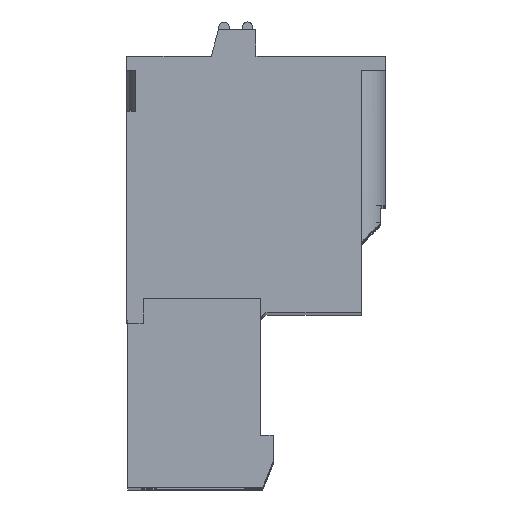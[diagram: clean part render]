
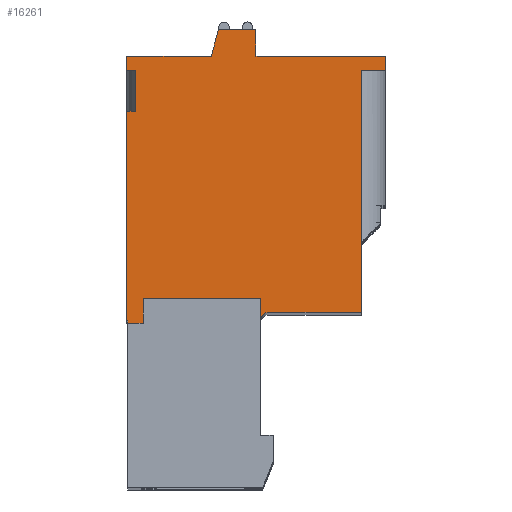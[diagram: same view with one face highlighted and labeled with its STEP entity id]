
A CAD part, top view. The second image highlights one B-rep face of the part: STEP entity #16261.
In plain terms, the highlighted planar face has unit normal (0, 0, 1).
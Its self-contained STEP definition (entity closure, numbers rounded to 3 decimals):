
#758=DIRECTION('',(0.,1.,0.));
#759=VECTOR('',#758,1.3);
#760=CARTESIAN_POINT('',(3.741,-4.022,2.5));
#761=LINE('',#760,#759);
#762=DIRECTION('',(-1.,0.,0.));
#763=VECTOR('',#762,6.8);
#764=CARTESIAN_POINT('',(3.741,-2.722,2.5));
#765=LINE('',#764,#763);
#766=DIRECTION('',(0.,-1.,0.));
#767=VECTOR('',#766,1.45);
#768=CARTESIAN_POINT('',(-3.059,-2.722,2.5));
#769=LINE('',#768,#767);
#770=DIRECTION('',(-1.,0.,0.));
#771=VECTOR('',#770,0.9);
#772=CARTESIAN_POINT('',(-3.059,-4.172,2.5));
#773=LINE('',#772,#771);
#774=DIRECTION('',(0.,-1.,0.));
#775=VECTOR('',#774,0.15);
#776=CARTESIAN_POINT('',(-3.959,-4.022,2.5));
#777=LINE('',#776,#775);
#778=DIRECTION('',(1.,0.,0.));
#779=VECTOR('',#778,0.05);
#780=CARTESIAN_POINT('',(-4.009,-4.022,2.5));
#781=LINE('',#780,#779);
#782=DIRECTION('',(0.,-1.,0.));
#783=VECTOR('',#782,12.15);
#784=CARTESIAN_POINT('',(-4.009,8.128,2.5));
#785=LINE('',#784,#783);
#786=DIRECTION('',(1.,0.,0.));
#787=VECTOR('',#786,0.5);
#788=CARTESIAN_POINT('',(-4.009,8.128,2.5));
#789=LINE('',#788,#787);
#790=DIRECTION('',(0.,-1.,0.));
#791=VECTOR('',#790,2.4);
#792=CARTESIAN_POINT('',(-3.509,10.528,2.5));
#793=LINE('',#792,#791);
#794=DIRECTION('',(1.,0.,0.));
#795=VECTOR('',#794,0.5);
#796=CARTESIAN_POINT('',(-4.009,10.528,2.5));
#797=LINE('',#796,#795);
#798=DIRECTION('',(0.,-1.,0.));
#799=VECTOR('',#798,0.8);
#800=CARTESIAN_POINT('',(-4.009,11.328,2.5));
#801=LINE('',#800,#799);
#802=DIRECTION('',(-1.,0.,0.));
#803=VECTOR('',#802,4.907);
#804=CARTESIAN_POINT('',(0.898,11.328,2.5));
#805=LINE('',#804,#803);
#806=DIRECTION('',(-0.259,-0.966,0.));
#807=VECTOR('',#806,1.605);
#808=CARTESIAN_POINT('',(1.313,12.878,2.5));
#809=LINE('',#808,#807);
#810=DIRECTION('',(-1.,0.,0.));
#811=VECTOR('',#810,2.178);
#812=CARTESIAN_POINT('',(3.491,12.878,2.5));
#813=LINE('',#812,#811);
#814=DIRECTION('',(0.,1.,0.));
#815=VECTOR('',#814,1.55);
#816=CARTESIAN_POINT('',(3.491,11.328,2.5));
#817=LINE('',#816,#815);
#818=DIRECTION('',(-1.,0.,0.));
#819=VECTOR('',#818,7.5);
#820=CARTESIAN_POINT('',(10.991,11.328,2.5));
#821=LINE('',#820,#819);
#822=DIRECTION('',(0.,1.,0.));
#823=VECTOR('',#822,0.8);
#824=CARTESIAN_POINT('',(10.991,10.528,2.5));
#825=LINE('',#824,#823);
#826=DIRECTION('',(-1.,0.,0.));
#827=VECTOR('',#826,1.4);
#828=CARTESIAN_POINT('',(10.991,10.528,2.5));
#829=LINE('',#828,#827);
#830=DIRECTION('',(1.,0.,0.));
#831=VECTOR('',#830,5.35);
#832=CARTESIAN_POINT('',(4.241,-3.522,2.5));
#833=LINE('',#832,#831);
#834=CARTESIAN_POINT('',(4.241,-4.022,2.5));
#835=DIRECTION('',(0.,0.,-1.));
#836=DIRECTION('',(-1.,0.,0.));
#837=AXIS2_PLACEMENT_3D('',#834,#835,#836);
#3964=DIRECTION('',(0.,1.,0.));
#3965=VECTOR('',#3964,14.05);
#3966=CARTESIAN_POINT('',(9.591,-3.522,2.5));
#3967=LINE('',#3966,#3965);
#11995=CARTESIAN_POINT('',(-4.009,-4.022,2.5));
#11996=CARTESIAN_POINT('',(-3.959,-4.022,2.5));
#11997=VERTEX_POINT('',#11995);
#11998=VERTEX_POINT('',#11996);
#11999=CARTESIAN_POINT('',(4.241,-3.522,2.5));
#12000=CARTESIAN_POINT('',(9.591,-3.522,2.5));
#12001=VERTEX_POINT('',#11999);
#12002=VERTEX_POINT('',#12000);
#12003=CARTESIAN_POINT('',(10.991,11.328,2.5));
#12004=CARTESIAN_POINT('',(3.491,11.328,2.5));
#12005=VERTEX_POINT('',#12003);
#12006=VERTEX_POINT('',#12004);
#12007=CARTESIAN_POINT('',(3.491,12.878,2.5));
#12008=VERTEX_POINT('',#12007);
#12009=CARTESIAN_POINT('',(1.313,12.878,2.5));
#12010=VERTEX_POINT('',#12009);
#12011=CARTESIAN_POINT('',(0.898,11.328,2.5));
#12012=VERTEX_POINT('',#12011);
#12013=CARTESIAN_POINT('',(-4.009,11.328,2.5));
#12014=VERTEX_POINT('',#12013);
#12019=CARTESIAN_POINT('',(10.991,10.528,2.5));
#12020=CARTESIAN_POINT('',(9.591,10.528,2.5));
#12021=VERTEX_POINT('',#12019);
#12022=VERTEX_POINT('',#12020);
#12137=CARTESIAN_POINT('',(3.741,-4.022,2.5));
#12138=CARTESIAN_POINT('',(3.741,-2.722,2.5));
#12139=VERTEX_POINT('',#12137);
#12140=VERTEX_POINT('',#12138);
#12141=CARTESIAN_POINT('',(-3.059,-2.722,2.5));
#12142=VERTEX_POINT('',#12141);
#12143=CARTESIAN_POINT('',(-3.059,-4.172,2.5));
#12144=VERTEX_POINT('',#12143);
#12145=CARTESIAN_POINT('',(-3.959,-4.172,2.5));
#12146=VERTEX_POINT('',#12145);
#12151=CARTESIAN_POINT('',(-4.009,10.528,2.5));
#12152=CARTESIAN_POINT('',(-3.509,10.528,2.5));
#12153=VERTEX_POINT('',#12151);
#12154=VERTEX_POINT('',#12152);
#12155=CARTESIAN_POINT('',(-4.009,8.128,2.5));
#12156=CARTESIAN_POINT('',(-3.509,8.128,2.5));
#12157=VERTEX_POINT('',#12155);
#12158=VERTEX_POINT('',#12156);
#16215=CARTESIAN_POINT('',(0.,0.,2.5));
#16216=DIRECTION('',(0.,0.,1.));
#16217=DIRECTION('',(1.,0.,0.));
#16218=AXIS2_PLACEMENT_3D('',#16215,#16216,#16217);
#16219=PLANE('',#16218);
#16220=ORIENTED_EDGE('',*,*,#16196,.T.);
#16222=ORIENTED_EDGE('',*,*,#16221,.T.);
#16224=ORIENTED_EDGE('',*,*,#16223,.T.);
#16226=ORIENTED_EDGE('',*,*,#16225,.T.);
#16227=ORIENTED_EDGE('',*,*,#15569,.F.);
#16229=ORIENTED_EDGE('',*,*,#16228,.F.);
#16231=ORIENTED_EDGE('',*,*,#16230,.F.);
#16233=ORIENTED_EDGE('',*,*,#16232,.T.);
#16235=ORIENTED_EDGE('',*,*,#16234,.F.);
#16237=ORIENTED_EDGE('',*,*,#16236,.F.);
#16239=ORIENTED_EDGE('',*,*,#16238,.F.);
#16241=ORIENTED_EDGE('',*,*,#16240,.F.);
#16243=ORIENTED_EDGE('',*,*,#16242,.F.);
#16245=ORIENTED_EDGE('',*,*,#16244,.F.);
#16247=ORIENTED_EDGE('',*,*,#16246,.F.);
#16249=ORIENTED_EDGE('',*,*,#16248,.F.);
#16251=ORIENTED_EDGE('',*,*,#16250,.F.);
#16253=ORIENTED_EDGE('',*,*,#16252,.T.);
#16255=ORIENTED_EDGE('',*,*,#16254,.F.);
#16257=ORIENTED_EDGE('',*,*,#16256,.F.);
#16258=ORIENTED_EDGE('',*,*,#16208,.F.);
#16259=EDGE_LOOP('',(#16220,#16222,#16224,#16226,#16227,#16229,#16231,#16233,
#16235,#16237,#16239,#16241,#16243,#16245,#16247,#16249,#16251,#16253,#16255,
#16257,#16258));
#16260=FACE_OUTER_BOUND('',#16259,.F.);
#838=CIRCLE('',#837,0.5);
#15569=EDGE_CURVE('',#11998,#12146,#777,.T.);
#16196=EDGE_CURVE('',#12139,#12140,#761,.T.);
#16208=EDGE_CURVE('',#12139,#12001,#838,.T.);
#16221=EDGE_CURVE('',#12140,#12142,#765,.T.);
#16223=EDGE_CURVE('',#12142,#12144,#769,.T.);
#16225=EDGE_CURVE('',#12144,#12146,#773,.T.);
#16228=EDGE_CURVE('',#11997,#11998,#781,.T.);
#16230=EDGE_CURVE('',#12157,#11997,#785,.T.);
#16232=EDGE_CURVE('',#12157,#12158,#789,.T.);
#16234=EDGE_CURVE('',#12154,#12158,#793,.T.);
#16236=EDGE_CURVE('',#12153,#12154,#797,.T.);
#16238=EDGE_CURVE('',#12014,#12153,#801,.T.);
#16240=EDGE_CURVE('',#12012,#12014,#805,.T.);
#16242=EDGE_CURVE('',#12010,#12012,#809,.T.);
#16244=EDGE_CURVE('',#12008,#12010,#813,.T.);
#16246=EDGE_CURVE('',#12006,#12008,#817,.T.);
#16248=EDGE_CURVE('',#12005,#12006,#821,.T.);
#16250=EDGE_CURVE('',#12021,#12005,#825,.T.);
#16252=EDGE_CURVE('',#12021,#12022,#829,.T.);
#16254=EDGE_CURVE('',#12002,#12022,#3967,.T.);
#16256=EDGE_CURVE('',#12001,#12002,#833,.T.);
#16261=ADVANCED_FACE('',(#16260),#16219,.T.);
